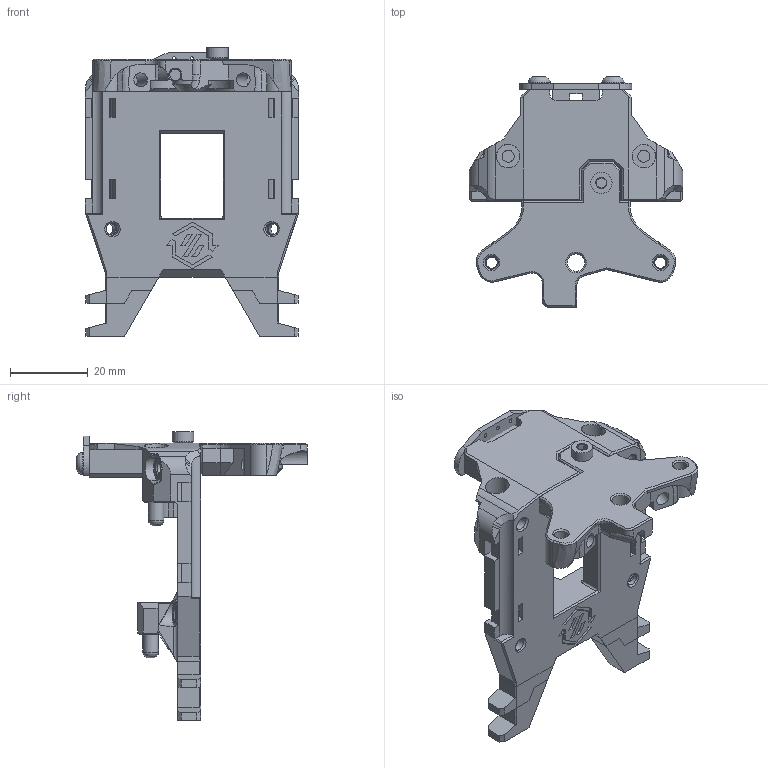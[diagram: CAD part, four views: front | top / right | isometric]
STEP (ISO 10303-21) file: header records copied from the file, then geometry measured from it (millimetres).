
FILE_DESCRIPTION(/* description */ (''),/* implementation_level */ '2;1');
FILE_NAME(/* name */ 'BlackBird.step',/* time_stamp */ '2024-07-11T16:23:58+01:00',/* author */ (''),/* organization */ (''),/* preprocessor_version */ 'ST-DEVELOPER v20',/* originating_system */ 'Autodesk Translation Framework v13.14.0.145',/* authorisation */ '');
FILE_SCHEMA (('AUTOMOTIVE_DESIGN { 1 0 10303 214 3 1 1 }'));
Products named in the file (17): BlackBird SC V1.1R2; Backplate; SC Plates; Hardware (2); Pins 4x12 Rounded; Tap_Sensor; Board; Sensor; M3x6 BHCS (2); M3x6 FHCS (7) (1); M3x6 FHCS (7) (1) (1); M3 5x4 Heatset Insert(Mirror) (2)(Mirror) (1); M3x8 SHCS; M3 5x4 Heatset Insert(Mirror) (2); Pins 4x12 Rounded (1); Pins 4x12 Rounded (2); [a]_flat_sherpa_mini (1)
Assembly tree (23 placements, depth 4):
  BlackBird SC V1.1R2
    Backplate
      SC Plates
    Hardware (2)
      Pins 4x12 Rounded
      Tap_Sensor
        Board
        Sensor
        M3x6 BHCS (2)  x2
      M3x6 FHCS (7) (1)
      M3x6 FHCS (7) (1) (1)
      M3 5x4 Heatset Insert(Mirror) (2)  x7
      M3 5x4 Heatset Insert(Mirror) (2)(Mirror) (1)
      M3x8 SHCS
      Pins 4x12 Rounded (1)
      Pins 4x12 Rounded (2)
    [a]_flat_sherpa_mini (1)
Bounding box: 55.07 x 59.42 x 74.45 mm (x, y, z)
Volume: 32247.3 mm3; surface area: 20983.9 mm2
Topology: 24 solids, 24 shells, 1770 faces, 4863 edges, 3197 vertices
Faces by surface type: bspline 666, plane 565, cylinder 367, cone 169, torus 3
Full cylindrical faces by diameter (mm): 0.87 x5, 1 x3, 2.8 x4, 2.9 x8, 3 x5, 3.1 x6, 3.2 x4, 3.4 x3, 3.6 x2, 4 x3, 4.1 x8, 4.25 x16, 4.5 x1, 4.7 x4, 4.8 x4, 5.5 x1, 5.54 x2, 5.7 x2, 6.1 x3
Entity records: 42967 total; most frequent: CARTESIAN_POINT 18774, ORIENTED_EDGE 5244, DIRECTION 4414, EDGE_CURVE 2622, VERTEX_POINT 1709, LINE 1500, VECTOR 1500, AXIS2_PLACEMENT_3D 1457
